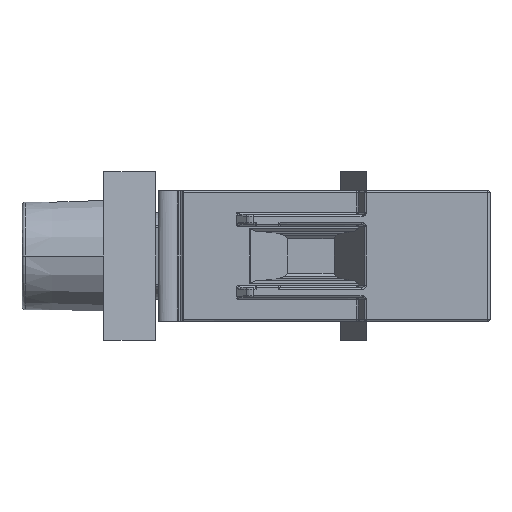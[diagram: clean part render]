
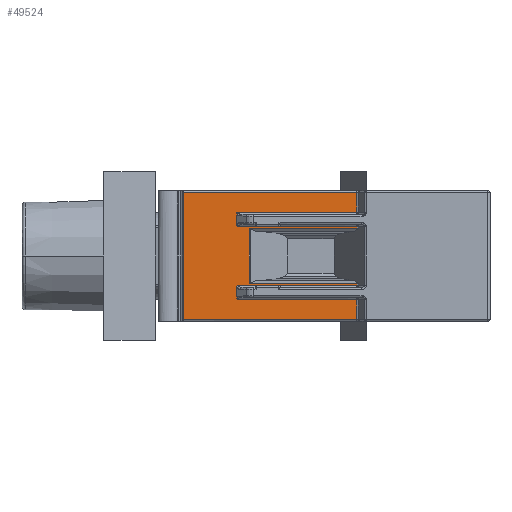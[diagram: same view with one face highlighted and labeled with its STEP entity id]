
A CAD part, left-side view. The second image highlights one B-rep face of the part: STEP entity #49524.
In plain terms, the highlighted planar face has unit normal (-1, 0, 0).
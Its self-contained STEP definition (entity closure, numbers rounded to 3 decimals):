
#15689=CARTESIAN_POINT('',(-8.1,-3.696,6.1));
#15699=CARTESIAN_POINT('',(-8.1,-3.696,-6.1));
#16388=CARTESIAN_POINT('',(-8.1,-8.876,
-4.203));
#16389=CARTESIAN_POINT('',(-8.1,-8.856,
-4.18));
#16390=CARTESIAN_POINT('',(-8.1,-8.826,
-4.13));
#16391=CARTESIAN_POINT('',(-8.1,-8.814,
-4.067));
#16392=CARTESIAN_POINT('',(-8.1,-8.814,
-4.033));
#16446=DIRECTION('',(0.,1.,0.));
#16447=VECTOR('',#16446,16.632);
#16448=CARTESIAN_POINT('',(-8.1,-20.329,6.1));
#16449=LINE('',#16448,#16447);
#16450=DIRECTION('',(0.,0.,1.));
#16451=VECTOR('',#16450,1.897);
#16452=CARTESIAN_POINT('',(-8.1,-20.329,4.203));
#16453=LINE('',#16452,#16451);
#16454=DIRECTION('',(0.,1.,0.));
#16455=VECTOR('',#16454,11.453);
#16456=CARTESIAN_POINT('',(-8.1,-20.329,4.203));
#16457=LINE('',#16456,#16455);
#16458=DIRECTION('',(0.,1.,0.));
#16459=VECTOR('',#16458,11.432);
#16460=CARTESIAN_POINT('',(-8.1,-20.329,2.8));
#16461=LINE('',#16460,#16459);
#16462=DIRECTION('',(0.,0.,1.));
#16463=VECTOR('',#16462,0.188);
#16464=CARTESIAN_POINT('',(-8.1,-20.329,2.612));
#16465=LINE('',#16464,#16463);
#16466=DIRECTION('',(0.,0.,1.));
#16467=VECTOR('',#16466,5.224);
#16468=CARTESIAN_POINT('',(-8.1,-10.018,-2.612));
#16469=LINE('',#16468,#16467);
#16470=DIRECTION('',(0.,0.,1.));
#16471=VECTOR('',#16470,0.188);
#16472=CARTESIAN_POINT('',(-8.1,-20.329,-2.8));
#16473=LINE('',#16472,#16471);
#16474=DIRECTION('',(0.,1.,0.));
#16475=VECTOR('',#16474,11.432);
#16476=CARTESIAN_POINT('',(-8.1,-20.329,-2.8));
#16477=LINE('',#16476,#16475);
#16478=DIRECTION('',(0.,1.,0.));
#16479=VECTOR('',#16478,11.453);
#16480=CARTESIAN_POINT('',(-8.1,-20.329,-4.203));
#16481=LINE('',#16480,#16479);
#16482=DIRECTION('',(0.,0.,1.));
#16483=VECTOR('',#16482,1.897);
#16484=CARTESIAN_POINT('',(-8.1,-20.329,-6.1));
#16485=LINE('',#16484,#16483);
#16486=DIRECTION('',(0.,1.,0.));
#16487=VECTOR('',#16486,16.632);
#16488=CARTESIAN_POINT('',(-8.1,-20.329,-6.1));
#16489=LINE('',#16488,#16487);
#16490=DIRECTION('',(0.,0.,1.));
#16491=VECTOR('',#16490,12.2);
#16492=CARTESIAN_POINT('',(-8.1,-3.696,-6.1));
#16493=LINE('',#16492,#16491);
#16510=CARTESIAN_POINT('',(-8.1,-8.814,
4.033));
#16511=CARTESIAN_POINT('',(-8.1,-8.814,
4.068));
#16512=CARTESIAN_POINT('',(-8.1,-8.827,
4.131));
#16513=CARTESIAN_POINT('',(-8.1,-8.857,
4.181));
#16514=CARTESIAN_POINT('',(-8.1,-8.876,
4.203));
#16531=CARTESIAN_POINT('',(-8.1,-8.814,
-4.033));
#16533=DIRECTION('',(0.,0.,1.));
#16534=VECTOR('',#16533,1.025);
#16535=CARTESIAN_POINT('',(-8.1,-8.814,
-4.033));
#16536=LINE('',#16535,#16534);
#16537=CARTESIAN_POINT('',(-8.1,-8.814,
-3.008));
#16572=CARTESIAN_POINT('',(-8.1,-8.814,
4.033));
#16596=CARTESIAN_POINT('',(-8.1,-8.814,
3.008));
#16598=DIRECTION('',(0.,0.,1.));
#16599=VECTOR('',#16598,1.025);
#16600=CARTESIAN_POINT('',(-8.1,-8.814,
3.008));
#16601=LINE('',#16600,#16599);
#16602=CARTESIAN_POINT('',(-8.1,-8.814,
-3.008));
#16603=CARTESIAN_POINT('',(-8.1,-8.814,
-2.993));
#16604=CARTESIAN_POINT('',(-8.1,-8.816,
-2.962));
#16605=CARTESIAN_POINT('',(-8.1,-8.826,
-2.917));
#16606=CARTESIAN_POINT('',(-8.1,-8.842,
-2.874));
#16607=CARTESIAN_POINT('',(-8.1,-8.866,
-2.835));
#16608=CARTESIAN_POINT('',(-8.1,-8.886,
-2.811));
#16609=CARTESIAN_POINT('',(-8.1,-8.897,-2.8));
#16611=CARTESIAN_POINT('',(-8.1,-8.897,-2.8));
#16711=DIRECTION('',(0.,-1.,0.));
#16712=VECTOR('',#16711,10.311);
#16713=CARTESIAN_POINT('',(-8.1,-10.018,-2.612));
#16714=LINE('',#16713,#16712);
#16718=CARTESIAN_POINT('',(-8.1,-10.018,-2.612));
#16720=CARTESIAN_POINT('',(-8.1,-10.018,2.612));
#16725=DIRECTION('',(0.,-1.,0.));
#16726=VECTOR('',#16725,10.311);
#16727=CARTESIAN_POINT('',(-8.1,-10.018,2.612));
#16728=LINE('',#16727,#16726);
#16773=CARTESIAN_POINT('',(-8.1,-8.897,
2.8));
#16775=CARTESIAN_POINT('',(-8.1,-8.897,
2.8));
#16776=CARTESIAN_POINT('',(-8.1,-8.88,
2.817));
#16777=CARTESIAN_POINT('',(-8.1,-8.851,
2.854));
#16778=CARTESIAN_POINT('',(-8.1,-8.821,
2.925));
#16779=CARTESIAN_POINT('',(-8.1,-8.814,
2.979));
#16780=CARTESIAN_POINT('',(-8.1,-8.814,
3.008));
#23336=VERTEX_POINT('',#16718);
#23337=VERTEX_POINT('',#16720);
#23344=CARTESIAN_POINT('',(-8.1,-20.329,-2.8));
#23345=CARTESIAN_POINT('',(-8.1,-20.329,-2.612));
#23346=VERTEX_POINT('',#23344);
#23347=VERTEX_POINT('',#23345);
#23348=CARTESIAN_POINT('',(-8.1,-20.329,2.612));
#23349=CARTESIAN_POINT('',(-8.1,-20.329,2.8));
#23350=VERTEX_POINT('',#23348);
#23351=VERTEX_POINT('',#23349);
#23367=VERTEX_POINT('',#16773);
#23369=VERTEX_POINT('',#16596);
#23395=VERTEX_POINT('',#16611);
#23396=VERTEX_POINT('',#16537);
#23401=CARTESIAN_POINT('',(-8.1,-20.329,4.203));
#23402=VERTEX_POINT('',#23401);
#23404=CARTESIAN_POINT('',(-8.1,-20.329,-4.203));
#23406=VERTEX_POINT('',#23404);
#23437=CARTESIAN_POINT('',(-8.1,-8.876,
4.203));
#23438=VERTEX_POINT('',#23437);
#23439=CARTESIAN_POINT('',(-8.1,-8.876,
-4.203));
#23440=VERTEX_POINT('',#23439);
#23738=VERTEX_POINT('',#15689);
#23742=CARTESIAN_POINT('',(-8.1,-20.329,6.1));
#23743=VERTEX_POINT('',#23742);
#23771=VERTEX_POINT('',#15699);
#23772=CARTESIAN_POINT('',(-8.1,-20.329,-6.1));
#23773=VERTEX_POINT('',#23772);
#23804=VERTEX_POINT('',#16531);
#23805=VERTEX_POINT('',#16572);
#49484=CARTESIAN_POINT('',(-8.1,-2.614,-6.25));
#49485=DIRECTION('',(-1.,0.,0.));
#49486=DIRECTION('',(0.,-1.,0.));
#49487=AXIS2_PLACEMENT_3D('',#49484,#49485,#49486);
#49488=PLANE('',#49487);
#49489=ORIENTED_EDGE('',*,*,#48313,.F.);
#49490=ORIENTED_EDGE('',*,*,#48342,.F.);
#49492=ORIENTED_EDGE('',*,*,#49491,.T.);
#49494=ORIENTED_EDGE('',*,*,#49493,.F.);
#49496=ORIENTED_EDGE('',*,*,#49495,.F.);
#49498=ORIENTED_EDGE('',*,*,#49497,.F.);
#49500=ORIENTED_EDGE('',*,*,#49499,.F.);
#49502=ORIENTED_EDGE('',*,*,#49501,.F.);
#49504=ORIENTED_EDGE('',*,*,#49503,.F.);
#49506=ORIENTED_EDGE('',*,*,#49505,.F.);
#49508=ORIENTED_EDGE('',*,*,#49507,.T.);
#49510=ORIENTED_EDGE('',*,*,#49509,.F.);
#49512=ORIENTED_EDGE('',*,*,#49511,.T.);
#49514=ORIENTED_EDGE('',*,*,#49513,.F.);
#49516=ORIENTED_EDGE('',*,*,#49515,.F.);
#49517=ORIENTED_EDGE('',*,*,#49408,.F.);
#49518=ORIENTED_EDGE('',*,*,#49425,.F.);
#49519=ORIENTED_EDGE('',*,*,#49450,.F.);
#49520=ORIENTED_EDGE('',*,*,#49477,.T.);
#49521=ORIENTED_EDGE('',*,*,#48294,.T.);
#49522=EDGE_LOOP('',(#49489,#49490,#49492,#49494,#49496,#49498,#49500,#49502,
#49504,#49506,#49508,#49510,#49512,#49514,#49516,#49517,#49518,#49519,#49520,
#49521));
#49523=FACE_OUTER_BOUND('',#49522,.F.);
#49524=ADVANCED_FACE('',(#49523),#49488,.T.);
#16393=B_SPLINE_CURVE_WITH_KNOTS('',3,(#16388,#16389,#16390,#16391,#16392),
.UNSPECIFIED.,.F.,.F.,(4,1,4),(0.,0.5,1.),.UNSPECIFIED.);
#16515=B_SPLINE_CURVE_WITH_KNOTS('',3,(#16510,#16511,#16512,#16513,#16514),
.UNSPECIFIED.,.F.,.F.,(4,1,4),(0.,0.5,1.),.UNSPECIFIED.);
#16610=B_SPLINE_CURVE_WITH_KNOTS('',3,(#16602,#16603,#16604,#16605,#16606,
#16607,#16608,#16609),.UNSPECIFIED.,.F.,.F.,(4,1,1,1,1,4),(0.,0.2,0.4,
0.6,0.8,1.),.UNSPECIFIED.);
#16781=B_SPLINE_CURVE_WITH_KNOTS('',3,(#16775,#16776,#16777,#16778,#16779,
#16780),.UNSPECIFIED.,.F.,.F.,(4,1,1,4),(0.,0.333,
0.667,1.),.UNSPECIFIED.);
#48294=EDGE_CURVE('',#23771,#23738,#16493,.T.);
#48313=EDGE_CURVE('',#23743,#23738,#16449,.T.);
#48342=EDGE_CURVE('',#23402,#23743,#16453,.T.);
#49408=EDGE_CURVE('',#23440,#23804,#16393,.T.);
#49425=EDGE_CURVE('',#23406,#23440,#16481,.T.);
#49450=EDGE_CURVE('',#23773,#23406,#16485,.T.);
#49477=EDGE_CURVE('',#23773,#23771,#16489,.T.);
#49491=EDGE_CURVE('',#23402,#23438,#16457,.T.);
#49493=EDGE_CURVE('',#23805,#23438,#16515,.T.);
#49495=EDGE_CURVE('',#23369,#23805,#16601,.T.);
#49497=EDGE_CURVE('',#23367,#23369,#16781,.T.);
#49499=EDGE_CURVE('',#23351,#23367,#16461,.T.);
#49501=EDGE_CURVE('',#23350,#23351,#16465,.T.);
#49503=EDGE_CURVE('',#23337,#23350,#16728,.T.);
#49505=EDGE_CURVE('',#23336,#23337,#16469,.T.);
#49507=EDGE_CURVE('',#23336,#23347,#16714,.T.);
#49509=EDGE_CURVE('',#23346,#23347,#16473,.T.);
#49511=EDGE_CURVE('',#23346,#23395,#16477,.T.);
#49513=EDGE_CURVE('',#23396,#23395,#16610,.T.);
#49515=EDGE_CURVE('',#23804,#23396,#16536,.T.);
